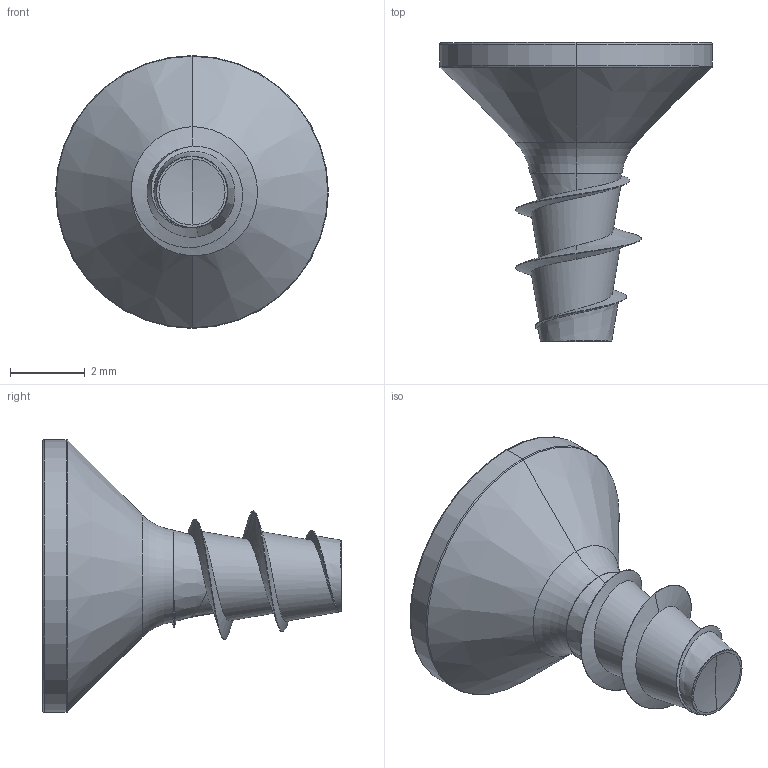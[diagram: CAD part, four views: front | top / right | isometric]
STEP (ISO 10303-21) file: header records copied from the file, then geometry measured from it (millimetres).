
FILE_DESCRIPTION (( 'STEP AP203' ), '1' );
FILE_NAME ('STP41A0350080.STEP', '2017-11-16T16:45:53', ( '' ), ( '' ), 'SwSTEP 2.0', 'SolidWorks 2015', '' );
FILE_SCHEMA (( 'CONFIG_CONTROL_DESIGN' ));
Length unit declared in the file: millimetre
Products named in the file (1): STP41A0350080
Bounding box: 7.3 x 8 x 7.3 mm (x, y, z)
Volume: 86.3 mm3; surface area: 177 mm2
Topology: 1 solids, 1 shells, 80 faces, 193 edges, 115 vertices
Faces by surface type: bspline 32, cylinder 23, cone 14, torus 6, plane 3, sphere 2
Entity records: 7258 total; most frequent: CARTESIAN_POINT 5595, ORIENTED_EDGE 382, DIRECTION 256, EDGE_CURVE 191, VERTEX_POINT 115, AXIS2_PLACEMENT_3D 108, B_SPLINE_CURVE_WITH_KNOTS 92, EDGE_LOOP 82
